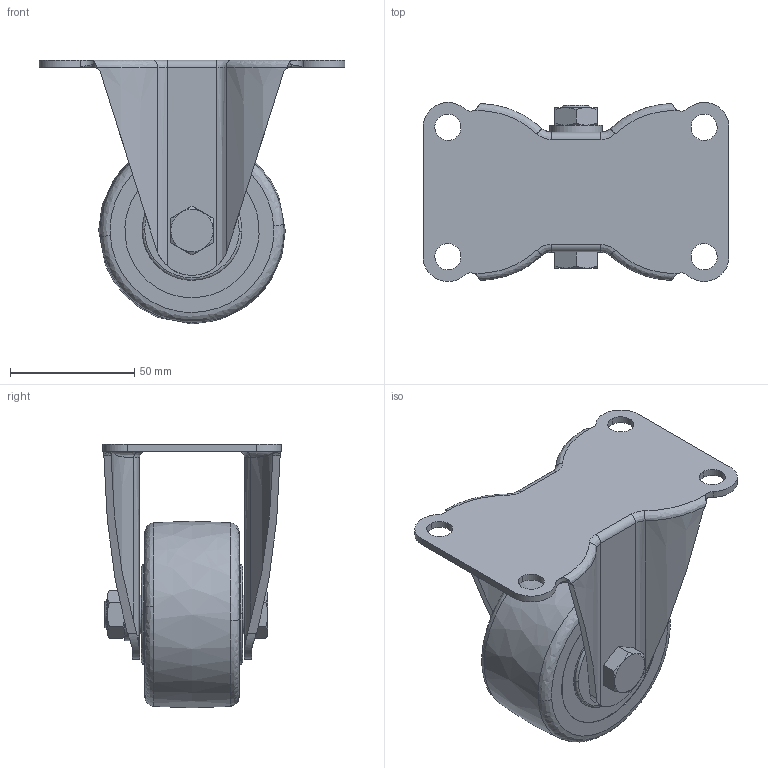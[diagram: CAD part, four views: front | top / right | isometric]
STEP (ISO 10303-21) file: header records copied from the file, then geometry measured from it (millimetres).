
FILE_DESCRIPTION((''),'2;1');
FILE_NAME('','2009-03-19T15:12:53',(''),(''),'','CADfix','');
FILE_SCHEMA(('AUTOMOTIVE_DESIGN { 1 0 10303 214 1 1 1 1 }'));
Length unit declared in the file: millimetre
Bounding box: 123 x 71.98 x 106 mm (x, y, z)
Volume: 217837.1 mm3; surface area: 55999.8 mm2
Topology: 3 solids, 3 shells, 164 faces, 478 edges, 322 vertices
Faces by surface type: bspline 164
Entity records: 7590 total; most frequent: CARTESIAN_POINT 5004, ORIENTED_EDGE 940, EDGE_CURVE 470, VERTEX_POINT 322, EDGE_LOOP 188, FACE_OUTER_BOUND 164, ADVANCED_FACE 164, B_SPLINE_CURVE_WITH_KNOTS 124
